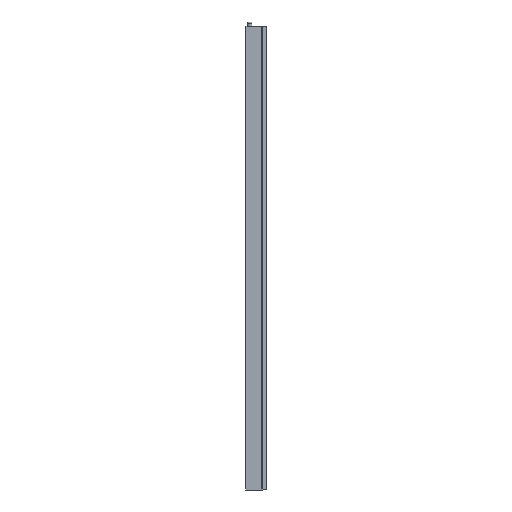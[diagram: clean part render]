
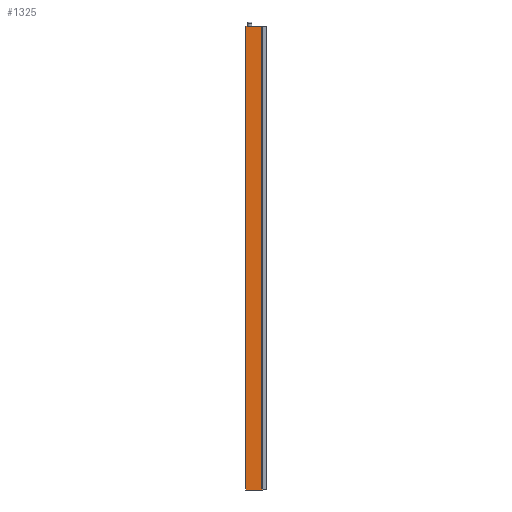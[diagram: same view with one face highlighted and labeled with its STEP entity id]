
A CAD part, left-side view. The second image highlights one B-rep face of the part: STEP entity #1325.
In plain terms, the highlighted planar face has unit normal (-1, 0.003, 0).
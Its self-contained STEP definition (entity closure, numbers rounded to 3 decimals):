
#395 = CARTESIAN_POINT ( 'NONE',  ( -6.401, -0.198, -850. ) ) ;
#1079 = VERTEX_POINT ( 'NONE', #4849 ) ;
#1325 = ADVANCED_FACE ( 'NONE', ( #26575 ), #23917, .F. ) ;
#3460 = VERTEX_POINT ( 'NONE', #4474 ) ;
#3907 = ORIENTED_EDGE ( 'NONE', *, *, #20217, .T. ) ;
#4474 = CARTESIAN_POINT ( 'NONE',  ( -6.498, -29.5, -850. ) ) ;
#4594 = VECTOR ( 'NONE', #21494, 1000. ) ;
#4806 = DIRECTION ( 'NONE',  ( 0.003, 1., 0. ) ) ;
#4849 = CARTESIAN_POINT ( 'NONE',  ( -6.498, -29.5, 0. ) ) ;
#5563 = LINE ( 'NONE', #32310, #4594 ) ;
#10178 = EDGE_CURVE ( 'NONE', #3460, #13009, #23466, .T. ) ;
#10365 = DIRECTION ( 'NONE',  ( 0.003, 1., 0. ) ) ;
#10474 = DIRECTION ( 'NONE',  ( 1., -0.003, 0. ) ) ;
#13009 = VERTEX_POINT ( 'NONE', #21369 ) ;
#13486 = LINE ( 'NONE', #395, #15534 ) ;
#14097 = EDGE_CURVE ( 'NONE', #3460, #1079, #5563, .T. ) ;
#15074 = DIRECTION ( 'NONE',  ( 0.003, 1., 0. ) ) ;
#15534 = VECTOR ( 'NONE', #16331, 1000. ) ;
#16331 = DIRECTION ( 'NONE',  ( 0., 0., -1. ) ) ;
#17117 = VECTOR ( 'NONE', #15074, 1000. ) ;
#18268 = CARTESIAN_POINT ( 'NONE',  ( -6.4, 0.002, -850. ) ) ;
#18296 = ORIENTED_EDGE ( 'NONE', *, *, #14097, .T. ) ;
#20217 = EDGE_CURVE ( 'NONE', #29167, #13009, #13486, .T. ) ;
#21369 = CARTESIAN_POINT ( 'NONE',  ( -6.401, -0.198, -850. ) ) ;
#21494 = DIRECTION ( 'NONE',  ( 0., 0., 1. ) ) ;
#23466 = LINE ( 'NONE', #34272, #25674 ) ;
#23564 = LINE ( 'NONE', #28881, #17117 ) ;
#23917 = PLANE ( 'NONE',  #24921 ) ;
#24921 = AXIS2_PLACEMENT_3D ( 'NONE', #18268, #10474, #4806 ) ;
#25674 = VECTOR ( 'NONE', #10365, 1000. ) ;
#26575 = FACE_OUTER_BOUND ( 'NONE', #33985, .T. ) ;
#28881 = CARTESIAN_POINT ( 'NONE',  ( -6.4, 0.002, 0. ) ) ;
#29167 = VERTEX_POINT ( 'NONE', #30540 ) ;
#30540 = CARTESIAN_POINT ( 'NONE',  ( -6.401, -0.198, 0. ) ) ;
#31561 = ORIENTED_EDGE ( 'NONE', *, *, #34138, .T. ) ;
#32310 = CARTESIAN_POINT ( 'NONE',  ( -6.498, -29.5, -850. ) ) ;
#33985 = EDGE_LOOP ( 'NONE', ( #31561, #3907, #34495, #18296 ) ) ;
#34138 = EDGE_CURVE ( 'NONE', #1079, #29167, #23564, .T. ) ;
#34272 = CARTESIAN_POINT ( 'NONE',  ( -6.4, 0.002, -850. ) ) ;
#34495 = ORIENTED_EDGE ( 'NONE', *, *, #10178, .F. ) ;
